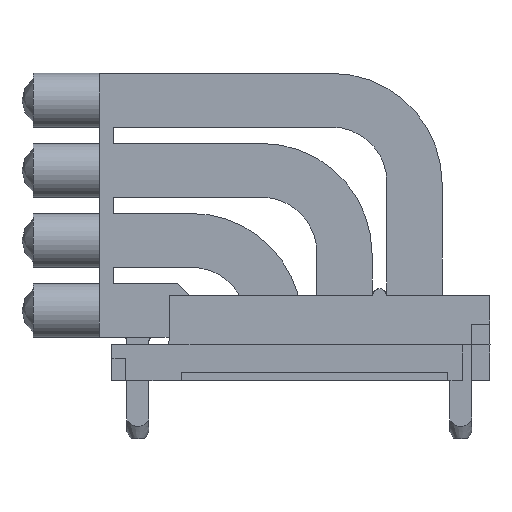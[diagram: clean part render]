
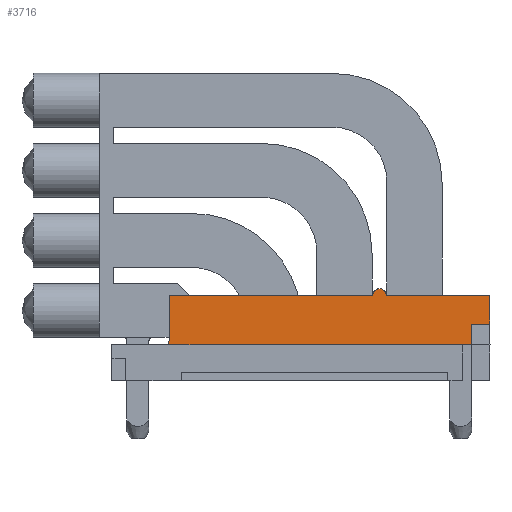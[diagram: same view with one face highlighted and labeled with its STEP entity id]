
A CAD part, left-side view. The second image highlights one B-rep face of the part: STEP entity #3716.
In plain terms, the highlighted face is planar.
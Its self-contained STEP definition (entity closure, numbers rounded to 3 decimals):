
#4 = CARTESIAN_POINT ( 'NONE',  ( 2.05, 5.548, 11.146 ) ) ;
#80 = CARTESIAN_POINT ( 'NONE',  ( 3.1, 5.539, 0.186 ) ) ;
#87 = EDGE_CURVE ( 'NONE', #5018, #8312, #4993, .T. ) ;
#127 = DIRECTION ( 'NONE',  ( 0., 0., -1. ) ) ;
#282 = VECTOR ( 'NONE', #9126, 1000. ) ;
#308 = ORIENTED_EDGE ( 'NONE', *, *, #9194, .F. ) ;
#316 = CARTESIAN_POINT ( 'NONE',  ( 3.1, 5.539, 8.037 ) ) ;
#469 = VECTOR ( 'NONE', #910, 1000. ) ;
#623 = VERTEX_POINT ( 'NONE', #4 ) ;
#766 = VERTEX_POINT ( 'NONE', #80 ) ;
#796 = VECTOR ( 'NONE', #10831, 1000. ) ;
#910 = DIRECTION ( 'NONE',  ( -1., 0.009, 0. ) ) ;
#1164 = EDGE_CURVE ( 'NONE', #6042, #623, #10204, .T. ) ;
#1273 = DIRECTION ( 'NONE',  ( 0., 0., 1. ) ) ;
#1421 = VECTOR ( 'NONE', #10331, 1000. ) ;
#1484 = EDGE_CURVE ( 'NONE', #766, #6384, #4337, .T. ) ;
#1499 = CARTESIAN_POINT ( 'NONE',  ( 3.1, 5.539, 8.037 ) ) ;
#1573 = VECTOR ( 'NONE', #8019, 1000. ) ;
#1624 = EDGE_CURVE ( 'NONE', #9383, #623, #6426, .T. ) ;
#1639 = ORIENTED_EDGE ( 'NONE', *, *, #2924, .F. ) ;
#1838 = CARTESIAN_POINT ( 'NONE',  ( 3.1, 5.539, 0.186 ) ) ;
#2038 = VECTOR ( 'NONE', #1273, 1000. ) ;
#2169 = CARTESIAN_POINT ( 'NONE',  ( 3.1, 5.539, 11.8 ) ) ;
#2263 = ORIENTED_EDGE ( 'NONE', *, *, #6102, .F. ) ;
#2511 = VERTEX_POINT ( 'NONE', #2169 ) ;
#2793 = CARTESIAN_POINT ( 'NONE',  ( 3.1, 5.539, 7.557 ) ) ;
#2917 = EDGE_CURVE ( 'NONE', #766, #8312, #3724, .T. ) ;
#2924 = EDGE_CURVE ( 'NONE', #2511, #9383, #8080, .T. ) ;
#3115 = ORIENTED_EDGE ( 'NONE', *, *, #87, .F. ) ;
#3531 = CARTESIAN_POINT ( 'NONE',  ( 1.3, 5.555, 0. ) ) ;
#3716 = ADVANCED_FACE ( 'NONE', ( #8173 ), #5087, .F. ) ;
#3724 = LINE ( 'NONE', #1838, #1421 ) ;
#4337 = LINE ( 'NONE', #4782, #2038 ) ;
#4773 = CARTESIAN_POINT ( 'NONE',  ( 1.3, 5.555, 11.146 ) ) ;
#4782 = CARTESIAN_POINT ( 'NONE',  ( 3.1, 5.539, 0. ) ) ;
#4804 = DIRECTION ( 'NONE',  ( 0., 0., 1. ) ) ;
#4881 = LINE ( 'NONE', #6556, #8423 ) ;
#4961 = CARTESIAN_POINT ( 'NONE',  ( 2.05, 5.548, 0. ) ) ;
#4976 =( BOUNDED_CURVE ( )  B_SPLINE_CURVE ( 3, ( #2793, #8703, #6295, #316 ),
 .UNSPECIFIED., .F., .F. ) 
 B_SPLINE_CURVE_WITH_KNOTS ( ( 4, 4 ),
 ( 4.73, 7.837 ),
 .UNSPECIFIED. ) 
 CURVE ( )  GEOMETRIC_REPRESENTATION_ITEM ( )  RATIONAL_B_SPLINE_CURVE ( ( 1., 0.345, 0.345, 1. ) ) 
 REPRESENTATION_ITEM ( '' )  );
#4993 = LINE ( 'NONE', #3531, #9320 ) ;
#5018 = VERTEX_POINT ( 'NONE', #6651 ) ;
#5070 = ORIENTED_EDGE ( 'NONE', *, *, #2917, .T. ) ;
#5087 = PLANE ( 'NONE',  #7697 ) ;
#5222 = CARTESIAN_POINT ( 'NONE',  ( 1.3, 5.555, 11.8 ) ) ;
#5893 = DIRECTION ( 'NONE',  ( -0.009, -1., 0. ) ) ;
#6042 = VERTEX_POINT ( 'NONE', #4773 ) ;
#6102 = EDGE_CURVE ( 'NONE', #6042, #5018, #7372, .T. ) ;
#6120 = ORIENTED_EDGE ( 'NONE', *, *, #6960, .F. ) ;
#6244 = CARTESIAN_POINT ( 'NONE',  ( 1.3, 5.555, 11.146 ) ) ;
#6295 = CARTESIAN_POINT ( 'NONE',  ( 3.563, 5.535, 8.029 ) ) ;
#6384 = VERTEX_POINT ( 'NONE', #10287 ) ;
#6426 = LINE ( 'NONE', #4961, #796 ) ;
#6556 = CARTESIAN_POINT ( 'NONE',  ( 3.1, 5.539, 0. ) ) ;
#6651 = CARTESIAN_POINT ( 'NONE',  ( 1.3, 5.555, 10.8 ) ) ;
#6764 = DIRECTION ( 'NONE',  ( 1., -0.009, 0. ) ) ;
#6879 = ORIENTED_EDGE ( 'NONE', *, *, #1484, .F. ) ;
#6960 = EDGE_CURVE ( 'NONE', #6384, #9839, #4976, .T. ) ;
#7372 = LINE ( 'NONE', #7634, #282 ) ;
#7562 = CARTESIAN_POINT ( 'NONE',  ( 2.05, 5.548, 11.8 ) ) ;
#7634 = CARTESIAN_POINT ( 'NONE',  ( 1.3, 5.555, 0.17 ) ) ;
#7697 = AXIS2_PLACEMENT_3D ( 'NONE', #10952, #5893, #6764 ) ;
#8019 = DIRECTION ( 'NONE',  ( 1., -0.009, 0. ) ) ;
#8027 = EDGE_LOOP ( 'NONE', ( #1639, #308, #6120, #6879, #5070, #3115, #2263, #8737, #9772 ) ) ;
#8080 = LINE ( 'NONE', #5222, #469 ) ;
#8173 = FACE_OUTER_BOUND ( 'NONE', #8027, .T. ) ;
#8312 = VERTEX_POINT ( 'NONE', #9815 ) ;
#8423 = VECTOR ( 'NONE', #4804, 1000. ) ;
#8703 = CARTESIAN_POINT ( 'NONE',  ( 3.563, 5.535, 7.565 ) ) ;
#8737 = ORIENTED_EDGE ( 'NONE', *, *, #1164, .T. ) ;
#9126 = DIRECTION ( 'NONE',  ( 0., 0., -1. ) ) ;
#9194 = EDGE_CURVE ( 'NONE', #9839, #2511, #4881, .T. ) ;
#9320 = VECTOR ( 'NONE', #127, 1000. ) ;
#9383 = VERTEX_POINT ( 'NONE', #7562 ) ;
#9772 = ORIENTED_EDGE ( 'NONE', *, *, #1624, .F. ) ;
#9815 = CARTESIAN_POINT ( 'NONE',  ( 1.3, 5.555, 0.17 ) ) ;
#9839 = VERTEX_POINT ( 'NONE', #1499 ) ;
#10204 = LINE ( 'NONE', #6244, #1573 ) ;
#10287 = CARTESIAN_POINT ( 'NONE',  ( 3.1, 5.539, 7.557 ) ) ;
#10331 = DIRECTION ( 'NONE',  ( -1., 0.009, -0.009 ) ) ;
#10831 = DIRECTION ( 'NONE',  ( 0., 0., -1. ) ) ;
#10952 = CARTESIAN_POINT ( 'NONE',  ( 1.3, 5.555, 0. ) ) ;
